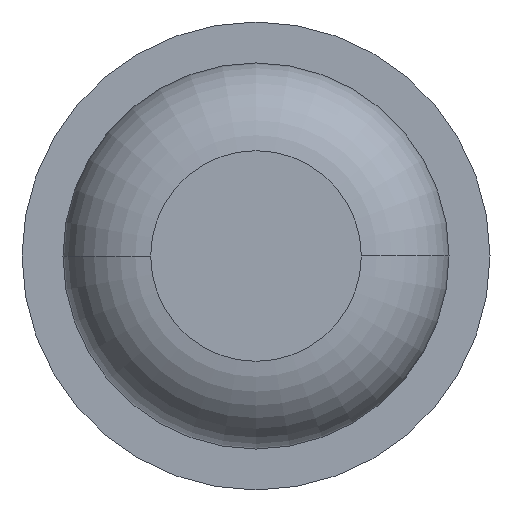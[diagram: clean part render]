
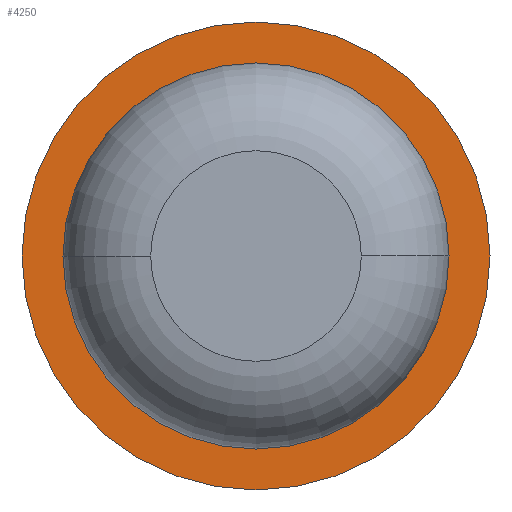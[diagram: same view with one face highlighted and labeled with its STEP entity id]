
A CAD part, front view. The second image highlights one B-rep face of the part: STEP entity #4250.
In plain terms, the highlighted planar face has unit normal (0, -1, 0).
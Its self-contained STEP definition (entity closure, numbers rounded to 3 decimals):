
#103 = DIRECTION ( 'NONE',  ( -1., 0., 0. ) ) ;
#137 = ORIENTED_EDGE ( 'NONE', *, *, #2832, .F. ) ;
#282 = CARTESIAN_POINT ( 'NONE',  ( 0., -6., 0. ) ) ;
#405 = AXIS2_PLACEMENT_3D ( 'NONE', #3687, #1738, #103 ) ;
#464 = CARTESIAN_POINT ( 'NONE',  ( 0., -6., 0. ) ) ;
#746 = AXIS2_PLACEMENT_3D ( 'NONE', #3191, #3209, #1220 ) ;
#831 = DIRECTION ( 'NONE',  ( 0., 1., 0. ) ) ;
#1060 = CIRCLE ( 'NONE', #405, 1. ) ;
#1079 = CIRCLE ( 'NONE', #2726, 0.825 ) ;
#1111 = CARTESIAN_POINT ( 'NONE',  ( -1., -6., 0. ) ) ;
#1220 = DIRECTION ( 'NONE',  ( -1., 0., 0. ) ) ;
#1232 = ORIENTED_EDGE ( 'NONE', *, *, #2913, .T. ) ;
#1252 = EDGE_LOOP ( 'NONE', ( #1232, #2535 ) ) ;
#1349 = EDGE_CURVE ( 'Defeature ausgef�hrt1_5+Defeature ausgef�hrt1_0+Defeature ausgef�hrt1_0+Defeature ausgef�hrt1_0', #3913, #2104, #1079, .T. ) ;
#1365 = CARTESIAN_POINT ( 'NONE',  ( -0.825, -6., 0. ) ) ;
#1407 = VERTEX_POINT ( 'NONE', #1111 ) ;
#1473 = CARTESIAN_POINT ( 'NONE',  ( 0.825, -6., 0. ) ) ;
#1738 = DIRECTION ( 'NONE',  ( 0., 1., 0. ) ) ;
#1880 = FACE_BOUND ( 'NONE', #1252, .T. ) ;
#1911 = DIRECTION ( 'NONE',  ( -1., 0., 0. ) ) ;
#2104 = VERTEX_POINT ( 'NONE', #1365 ) ;
#2141 = PLANE ( 'NONE',  #3809 ) ;
#2163 = DIRECTION ( 'NONE',  ( -1., 0., 0. ) ) ;
#2182 = CIRCLE ( 'NONE', #3536, 0.825 ) ;
#2535 = ORIENTED_EDGE ( 'NONE', *, *, #1349, .T. ) ;
#2726 = AXIS2_PLACEMENT_3D ( 'NONE', #464, #3728, #3110 ) ;
#2832 = EDGE_CURVE ( 'Defeature ausgef�hrt1_6+Defeature ausgef�hrt1_5+Defeature ausgef�hrt1_5+Defeature ausgef�hrt1_5', #3634, #1407, #3561, .T. ) ;
#2912 = CARTESIAN_POINT ( 'NONE',  ( 0.825, -6., 0. ) ) ;
#2913 = EDGE_CURVE ( 'Defeature ausgef�hrt1_5+Defeature ausgef�hrt1_0+Defeature ausgef�hrt1_0+Defeature ausgef�hrt1_0', #2104, #3913, #2182, .T. ) ;
#3093 = CARTESIAN_POINT ( 'NONE',  ( 1., -6., 0. ) ) ;
#3110 = DIRECTION ( 'NONE',  ( -1., 0., 0. ) ) ;
#3191 = CARTESIAN_POINT ( 'NONE',  ( 0., -6., 0. ) ) ;
#3209 = DIRECTION ( 'NONE',  ( 0., 1., 0. ) ) ;
#3350 = EDGE_CURVE ( 'Defeature ausgef�hrt1_6+Defeature ausgef�hrt1_5+Defeature ausgef�hrt1_5+Defeature ausgef�hrt1_5', #1407, #3634, #1060, .T. ) ;
#3536 = AXIS2_PLACEMENT_3D ( 'NONE', #282, #3849, #1911 ) ;
#3561 = CIRCLE ( 'NONE', #746, 1. ) ;
#3634 = VERTEX_POINT ( 'NONE', #3093 ) ;
#3687 = CARTESIAN_POINT ( 'NONE',  ( 0., -6., 0. ) ) ;
#3728 = DIRECTION ( 'NONE',  ( 0., 1., 0. ) ) ;
#3809 = AXIS2_PLACEMENT_3D ( 'NONE', #1473, #831, #2163 ) ;
#3849 = DIRECTION ( 'NONE',  ( 0., 1., 0. ) ) ;
#3913 = VERTEX_POINT ( 'NONE', #2912 ) ;
#3960 = FACE_OUTER_BOUND ( 'NONE', #4005, .T. ) ;
#4005 = EDGE_LOOP ( 'NONE', ( #4173, #137 ) ) ;
#4173 = ORIENTED_EDGE ( 'NONE', *, *, #3350, .F. ) ;
#4250 = ADVANCED_FACE ( 'Defeature ausgef�hrt1_5', ( #3960, #1880 ), #2141, .F. ) ;
